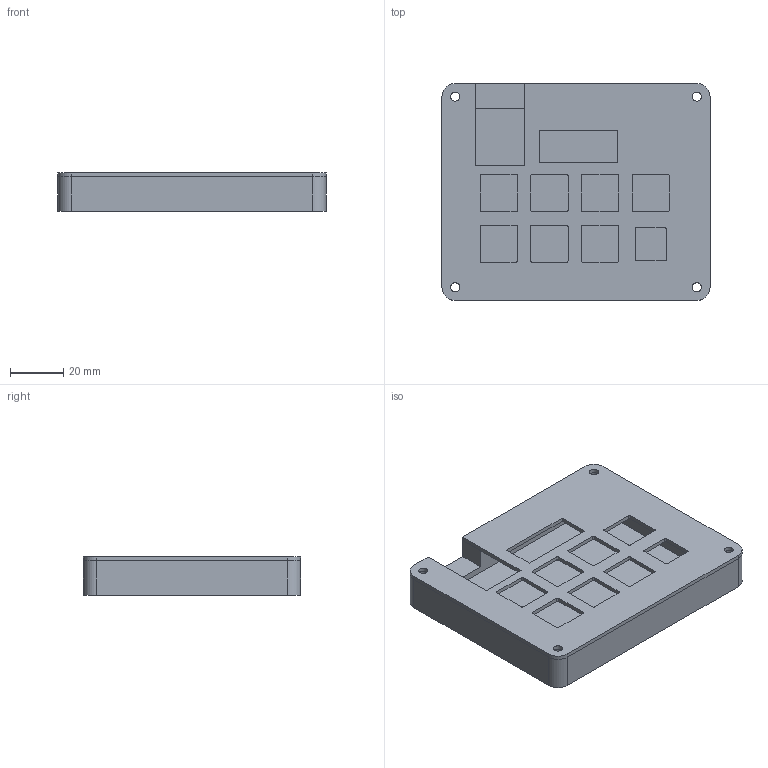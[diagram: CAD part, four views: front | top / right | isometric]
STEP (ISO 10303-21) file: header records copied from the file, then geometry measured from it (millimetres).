
FILE_DESCRIPTION(/* description */ (''),/* implementation_level */ '2;1');
FILE_NAME(/* name */ 'FullAssembly.step',/* time_stamp */ '2026-01-28T18:16:50-05:00',/* author */ (''),/* organization */ (''),/* preprocessor_version */ 'ST-DEVELOPER v20.1',/* originating_system */ 'Autodesk Translation Framework v14.24.0.0',/* authorisation */ '');
FILE_SCHEMA (('AUTOMOTIVE_DESIGN { 1 0 10303 214 3 1 1 }'));
Length unit declared in the file: millimetre
Products named in the file (5): 2026-01-28-18-15-32-491; 2026-01-28-18-15-16-114; 2026-01-19-20-39-05-159; 2026-01-19-20-39-29-583; 2026-01-19-20-53-06-957
Assembly tree (3 placements, depth 2):
  2026-01-28-18-15-32-491
    2026-01-28-18-15-16-114
    2026-01-19-20-39-05-159
    2026-01-19-20-53-06-957
  2026-01-19-20-39-29-583
Bounding box: 100.96 x 81.72 x 14.5 mm (x, y, z)
Volume: 62152.4 mm3; surface area: 37463 mm2
Topology: 2 solids, 2 shells, 445 faces, 1248 edges, 832 vertices
Faces by surface type: plane 291, bspline 102, cylinder 52
Full cylindrical faces by diameter (mm): 3.4 x8, 6 x4
Entity records: 15350 total; most frequent: CARTESIAN_POINT 4268, ORIENTED_EDGE 2496, DIRECTION 1852, EDGE_CURVE 1248, LINE 940, VECTOR 940, VERTEX_POINT 832, EDGE_LOOP 504
